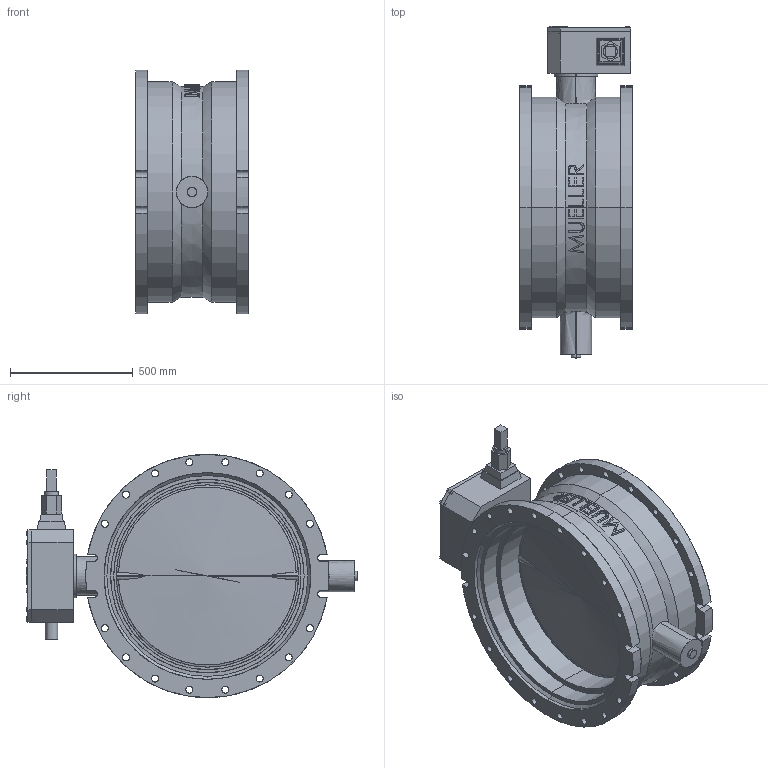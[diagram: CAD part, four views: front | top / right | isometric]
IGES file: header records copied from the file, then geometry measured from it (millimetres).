
Start section: SolidWorks IGES file using analytic representation for surfaces
Global section: file name: muller_valve_assy.IGS; native system: SolidWorks 2012; preprocessor: SolidWorks 2012; author: CAD; date: 150428.134142; units: millimetre
Bounding box: 457.2 x 1350.9 x 990.6 mm (x, y, z)
Surface area: 6915096.3 mm2 (no closed solid volume)
Topology: 0 solids, 0 shells, 466 faces, 9893 edges, 9889 vertices
Faces by surface type: bspline 259, revolution 207
